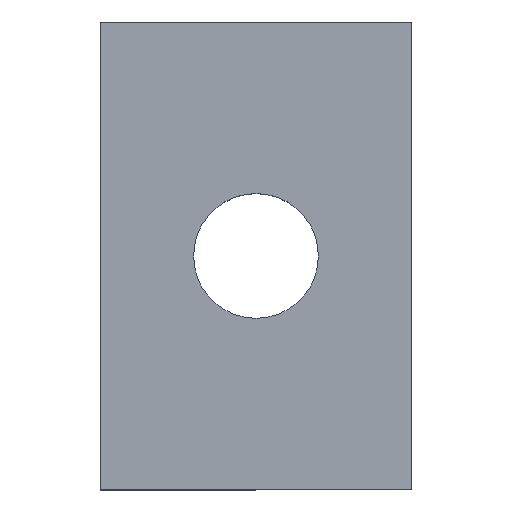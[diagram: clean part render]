
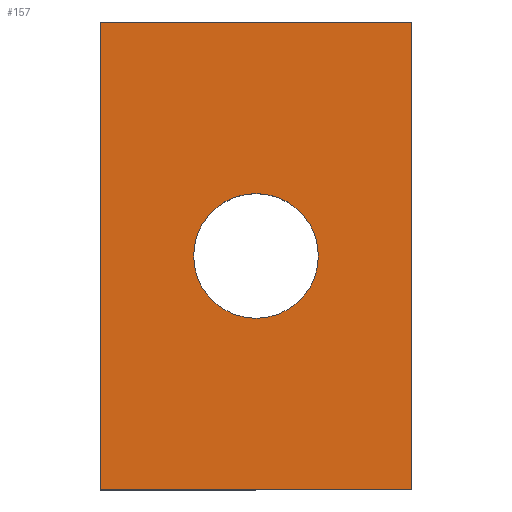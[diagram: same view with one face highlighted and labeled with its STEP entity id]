
A CAD part, top view. The second image highlights one B-rep face of the part: STEP entity #157.
In plain terms, the highlighted planar face has unit normal (0, 0, 1).
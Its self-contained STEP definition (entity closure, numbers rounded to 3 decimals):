
#4 = ORIENTED_EDGE ( 'NONE', *, *, #12, .T. ) ;
#5 = AXIS2_PLACEMENT_3D ( 'NONE', #142, #45, #108 ) ;
#12 = EDGE_CURVE ( 'NONE', #239, #103, #114, .T. ) ;
#28 = EDGE_CURVE ( 'NONE', #164, #235, #75, .T. ) ;
#39 = EDGE_CURVE ( 'NONE', #103, #133, #59, .T. ) ;
#45 = DIRECTION ( 'NONE',  ( 0., 0., 1. ) ) ;
#47 = VECTOR ( 'NONE', #125, 1000. ) ;
#54 = VERTEX_POINT ( 'NONE', #80 ) ;
#59 = LINE ( 'NONE', #171, #47 ) ;
#61 = FACE_BOUND ( 'NONE', #217, .T. ) ;
#75 = CIRCLE ( 'NONE', #5, 4. ) ;
#80 = CARTESIAN_POINT ( 'NONE',  ( 20., 0., 6. ) ) ;
#82 = ORIENTED_EDGE ( 'NONE', *, *, #127, .T. ) ;
#100 = CARTESIAN_POINT ( 'NONE',  ( 20., 0., 6. ) ) ;
#101 = VECTOR ( 'NONE', #179, 1000. ) ;
#102 = DIRECTION ( 'NONE',  ( 0., 1., 0. ) ) ;
#103 = VERTEX_POINT ( 'NONE', #237 ) ;
#108 = DIRECTION ( 'NONE',  ( 1., 0., 0. ) ) ;
#114 = LINE ( 'NONE', #177, #101 ) ;
#125 = DIRECTION ( 'NONE',  ( 0., -1., 0. ) ) ;
#127 = EDGE_CURVE ( 'NONE', #133, #54, #214, .T. ) ;
#131 = LINE ( 'NONE', #100, #211 ) ;
#133 = VERTEX_POINT ( 'NONE', #207 ) ;
#134 = CARTESIAN_POINT ( 'NONE',  ( 20., 30., 6. ) ) ;
#136 = EDGE_CURVE ( 'NONE', #235, #164, #255, .T. ) ;
#139 = CARTESIAN_POINT ( 'NONE',  ( 14., 15., 6. ) ) ;
#142 = CARTESIAN_POINT ( 'NONE',  ( 10., 15., 6. ) ) ;
#157 = ADVANCED_FACE ( 'NONE', ( #243, #61 ), #202, .F. ) ;
#159 = AXIS2_PLACEMENT_3D ( 'NONE', #238, #194, #189 ) ;
#164 = VERTEX_POINT ( 'NONE', #185 ) ;
#170 = AXIS2_PLACEMENT_3D ( 'NONE', #199, #198, #197 ) ;
#171 = CARTESIAN_POINT ( 'NONE',  ( 0., 0., 6. ) ) ;
#177 = CARTESIAN_POINT ( 'NONE',  ( 0., 30., 6. ) ) ;
#179 = DIRECTION ( 'NONE',  ( -1., 0., 0. ) ) ;
#185 = CARTESIAN_POINT ( 'NONE',  ( 6., 15., 6. ) ) ;
#189 = DIRECTION ( 'NONE',  ( -1., 0., 0. ) ) ;
#194 = DIRECTION ( 'NONE',  ( 0., 0., -1. ) ) ;
#197 = DIRECTION ( 'NONE',  ( 1., 0., 0. ) ) ;
#198 = DIRECTION ( 'NONE',  ( 0., 0., 1. ) ) ;
#199 = CARTESIAN_POINT ( 'NONE',  ( 10., 15., 6. ) ) ;
#202 = PLANE ( 'NONE',  #159 ) ;
#207 = CARTESIAN_POINT ( 'NONE',  ( 0., 0., 6. ) ) ;
#211 = VECTOR ( 'NONE', #102, 1000. ) ;
#214 = LINE ( 'NONE', #231, #250 ) ;
#217 = EDGE_LOOP ( 'NONE', ( #275, #225 ) ) ;
#218 = ORIENTED_EDGE ( 'NONE', *, *, #267, .T. ) ;
#220 = DIRECTION ( 'NONE',  ( 1., 0., 0. ) ) ;
#225 = ORIENTED_EDGE ( 'NONE', *, *, #136, .F. ) ;
#231 = CARTESIAN_POINT ( 'NONE',  ( 0., 0., 6. ) ) ;
#235 = VERTEX_POINT ( 'NONE', #139 ) ;
#237 = CARTESIAN_POINT ( 'NONE',  ( 0., 30., 6. ) ) ;
#238 = CARTESIAN_POINT ( 'NONE',  ( 0., 30., 6. ) ) ;
#239 = VERTEX_POINT ( 'NONE', #134 ) ;
#243 = FACE_OUTER_BOUND ( 'NONE', #251, .T. ) ;
#250 = VECTOR ( 'NONE', #220, 1000. ) ;
#251 = EDGE_LOOP ( 'NONE', ( #272, #82, #218, #4 ) ) ;
#255 = CIRCLE ( 'NONE', #170, 4. ) ;
#267 = EDGE_CURVE ( 'NONE', #54, #239, #131, .T. ) ;
#272 = ORIENTED_EDGE ( 'NONE', *, *, #39, .T. ) ;
#275 = ORIENTED_EDGE ( 'NONE', *, *, #28, .F. ) ;
